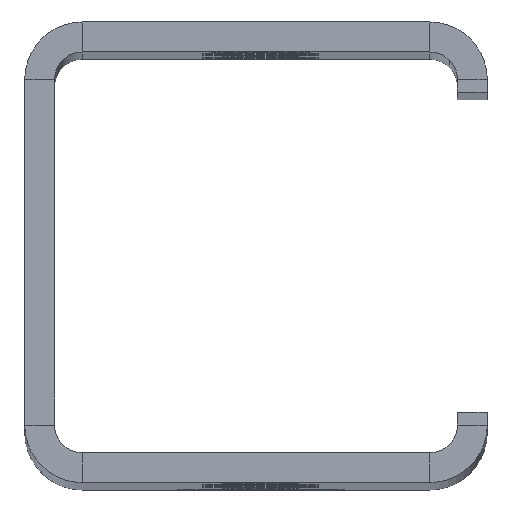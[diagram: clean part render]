
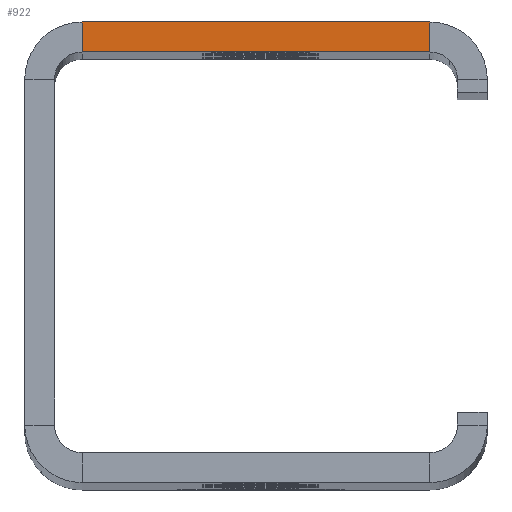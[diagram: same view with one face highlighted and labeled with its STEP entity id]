
A CAD part, top view. The second image highlights one B-rep face of the part: STEP entity #922.
In plain terms, the highlighted planar face has unit normal (0, 0, 1).
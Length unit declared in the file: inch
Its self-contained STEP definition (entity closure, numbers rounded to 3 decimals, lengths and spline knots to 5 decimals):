
#4 = CARTESIAN_POINT ( 'NONE',  ( 0.53657, 1.61613, 31.82691 ) ) ;
#526 = CARTESIAN_POINT ( 'NONE',  ( -0.12223, 1.61613, 31.82691 ) ) ;
#546 = LINE ( 'NONE', #1150, #3083 ) ;
#922 = ADVANCED_FACE ( 'NONE', ( #991 ), #1941, .F. ) ;
#991 = FACE_OUTER_BOUND ( 'NONE', #5964, .T. ) ;
#1111 = CARTESIAN_POINT ( 'NONE',  ( -0.97343, 1.48613, 31.82691 ) ) ;
#1150 = CARTESIAN_POINT ( 'NONE',  ( 0.72897, 1.48613, 31.82691 ) ) ;
#1192 = LINE ( 'NONE', #4811, #2135 ) ;
#1238 = CARTESIAN_POINT ( 'NONE',  ( 0.53657, 1.61613, 31.82691 ) ) ;
#1389 = VECTOR ( 'NONE', #5241, 39.37008 ) ;
#1480 = EDGE_CURVE ( 'NONE', #4157, #2759, #546, .T. ) ;
#1941 = PLANE ( 'NONE',  #2327 ) ;
#2135 = VECTOR ( 'NONE', #2289, 39.37008 ) ;
#2209 = DIRECTION ( 'NONE',  ( 0., 1., 0. ) ) ;
#2289 = DIRECTION ( 'NONE',  ( 0., 1., 0. ) ) ;
#2327 = AXIS2_PLACEMENT_3D ( 'NONE', #526, #6595, #4017 ) ;
#2759 = VERTEX_POINT ( 'NONE', #1111 ) ;
#2768 = CARTESIAN_POINT ( 'NONE',  ( -0.12223, 1.61613, 31.82691 ) ) ;
#2865 = ORIENTED_EDGE ( 'NONE', *, *, #6260, .F. ) ;
#3083 = VECTOR ( 'NONE', #4677, 39.37008 ) ;
#3248 = ORIENTED_EDGE ( 'NONE', *, *, #5960, .T. ) ;
#3264 = LINE ( 'NONE', #2768, #1389 ) ;
#3800 = LINE ( 'NONE', #1238, #5310 ) ;
#4017 = DIRECTION ( 'NONE',  ( -1., 0., 0. ) ) ;
#4157 = VERTEX_POINT ( 'NONE', #5474 ) ;
#4279 = VERTEX_POINT ( 'NONE', #6146 ) ;
#4427 = ORIENTED_EDGE ( 'NONE', *, *, #5162, .T. ) ;
#4677 = DIRECTION ( 'NONE',  ( -1., 0., 0. ) ) ;
#4811 = CARTESIAN_POINT ( 'NONE',  ( -0.97343, 1.61613, 31.82691 ) ) ;
#5162 = EDGE_CURVE ( 'NONE', #4157, #6471, #3800, .T. ) ;
#5219 = ORIENTED_EDGE ( 'NONE', *, *, #1480, .F. ) ;
#5241 = DIRECTION ( 'NONE',  ( -1., 0., 0. ) ) ;
#5310 = VECTOR ( 'NONE', #2209, 39.37008 ) ;
#5474 = CARTESIAN_POINT ( 'NONE',  ( 0.53657, 1.48613, 31.82691 ) ) ;
#5960 = EDGE_CURVE ( 'NONE', #6471, #4279, #3264, .T. ) ;
#5964 = EDGE_LOOP ( 'NONE', ( #2865, #5219, #4427, #3248 ) ) ;
#6146 = CARTESIAN_POINT ( 'NONE',  ( -0.97343, 1.61613, 31.82691 ) ) ;
#6260 = EDGE_CURVE ( 'NONE', #2759, #4279, #1192, .T. ) ;
#6471 = VERTEX_POINT ( 'NONE', #4 ) ;
#6595 = DIRECTION ( 'NONE',  ( 0., 0., -1. ) ) ;
